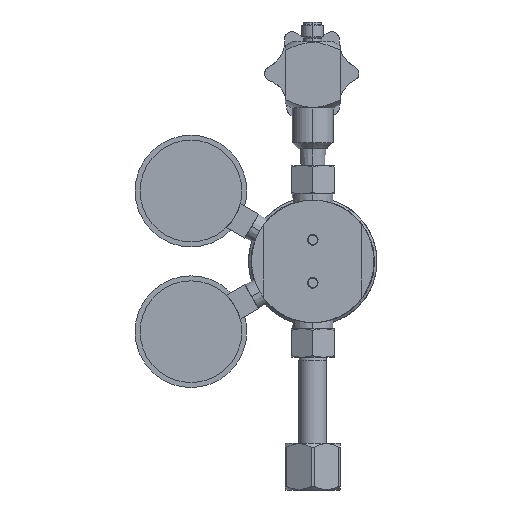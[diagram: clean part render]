
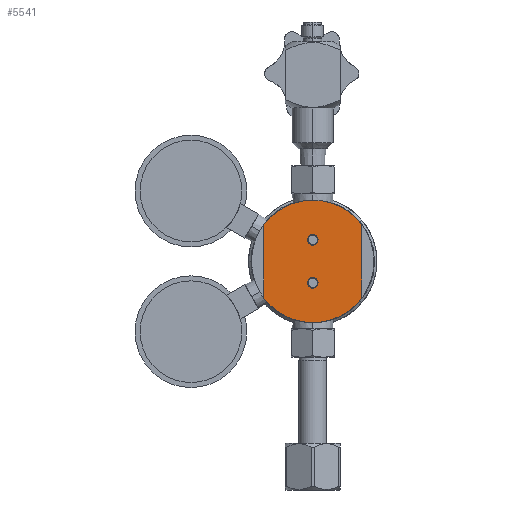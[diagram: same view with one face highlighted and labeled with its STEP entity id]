
A CAD part, front view. The second image highlights one B-rep face of the part: STEP entity #5541.
In plain terms, the highlighted face is planar.
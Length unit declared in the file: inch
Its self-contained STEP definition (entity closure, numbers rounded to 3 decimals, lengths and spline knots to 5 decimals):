
#3760=CARTESIAN_POINT('',(-0.2824,11.25884,0.615));
#3761=DIRECTION('',(0.,1.,0.));
#3762=DIRECTION('',(1.,0.,0.));
#3763=AXIS2_PLACEMENT_3D('',#3760,#3761,#3762);
#3765=CARTESIAN_POINT('',(-0.2824,11.25884,0.615));
#3766=DIRECTION('',(0.,1.,0.));
#3767=DIRECTION('',(0.6,0.,0.8));
#3768=AXIS2_PLACEMENT_3D('',#3765,#3766,#3767);
#3770=CARTESIAN_POINT('',(-0.2824,11.25884,0.615));
#3771=DIRECTION('',(0.,1.,0.));
#3772=DIRECTION('',(-1.,0.,0.));
#3773=AXIS2_PLACEMENT_3D('',#3770,#3771,#3772);
#3775=CARTESIAN_POINT('',(-0.2824,11.25884,0.615));
#3776=DIRECTION('',(0.,1.,0.));
#3777=DIRECTION('',(-0.6,0.,-0.8));
#3778=AXIS2_PLACEMENT_3D('',#3775,#3776,#3777);
#3780=CARTESIAN_POINT('',(-0.72115,11.25884,0.615));
#3781=DIRECTION('',(0.,-1.,0.));
#3782=DIRECTION('',(-1.,0.,0.));
#3783=AXIS2_PLACEMENT_3D('',#3780,#3781,#3782);
#3785=CARTESIAN_POINT('',(-0.72115,11.25884,0.615));
#3786=DIRECTION('',(0.,-1.,0.));
#3787=DIRECTION('',(1.,0.,0.));
#3788=AXIS2_PLACEMENT_3D('',#3785,#3786,#3787);
#3790=CARTESIAN_POINT('',(0.15635,11.25884,0.615));
#3791=DIRECTION('',(0.,-1.,0.));
#3792=DIRECTION('',(1.,0.,0.));
#3793=AXIS2_PLACEMENT_3D('',#3790,#3791,#3792);
#3795=CARTESIAN_POINT('',(0.15635,11.25884,0.615));
#3796=DIRECTION('',(0.,-1.,0.));
#3797=DIRECTION('',(-1.,0.,0.));
#3798=AXIS2_PLACEMENT_3D('',#3795,#3796,#3797);
#3804=DIRECTION('',(1.,0.,0.));
#3805=VECTOR('',#3804,1.5);
#3806=CARTESIAN_POINT('',(-1.0324,11.25884,-0.385));
#3807=LINE('',#3806,#3805);
#3817=DIRECTION('',(-1.,0.,0.));
#3818=VECTOR('',#3817,1.5);
#3819=CARTESIAN_POINT('',(0.4676,11.25884,1.615));
#3820=LINE('',#3819,#3818);
#4157=CARTESIAN_POINT('',(-1.0324,11.25884,-0.385));
#4158=CARTESIAN_POINT('',(0.4676,11.25884,-0.385));
#4159=VERTEX_POINT('',#4157);
#4160=VERTEX_POINT('',#4158);
#4161=CARTESIAN_POINT('',(0.4676,11.25884,1.615));
#4162=CARTESIAN_POINT('',(-1.0324,11.25884,1.615));
#4163=VERTEX_POINT('',#4161);
#4164=VERTEX_POINT('',#4162);
#4170=CARTESIAN_POINT('',(-1.5324,11.25884,0.615));
#4172=VERTEX_POINT('',#4170);
#4174=CARTESIAN_POINT('',(0.9676,11.25884,0.615));
#4176=VERTEX_POINT('',#4174);
#4254=CARTESIAN_POINT('',(-0.82941,11.25884,0.615));
#4256=VERTEX_POINT('',#4254);
#4258=CARTESIAN_POINT('',(-0.61288,11.25884,0.615));
#4260=VERTEX_POINT('',#4258);
#4269=CARTESIAN_POINT('',(0.26462,11.25884,0.615));
#4271=VERTEX_POINT('',#4269);
#4273=CARTESIAN_POINT('',(0.04809,11.25884,0.615));
#4275=VERTEX_POINT('',#4273);
#5514=CARTESIAN_POINT('',(-0.9074,11.25884,0.615));
#5515=DIRECTION('',(0.,1.,0.));
#5516=DIRECTION('',(0.,0.,1.));
#5517=AXIS2_PLACEMENT_3D('',#5514,#5515,#5516);
#5518=PLANE('',#5517);
#5520=ORIENTED_EDGE('',*,*,#5519,.T.);
#5521=ORIENTED_EDGE('',*,*,#4517,.F.);
#5522=ORIENTED_EDGE('',*,*,#4371,.F.);
#5524=ORIENTED_EDGE('',*,*,#5523,.T.);
#5525=ORIENTED_EDGE('',*,*,#4363,.F.);
#5526=ORIENTED_EDGE('',*,*,#4525,.F.);
#5527=EDGE_LOOP('',(#5520,#5521,#5522,#5524,#5525,#5526));
#5528=FACE_OUTER_BOUND('',#5527,.F.);
#5530=ORIENTED_EDGE('',*,*,#5529,.F.);
#5532=ORIENTED_EDGE('',*,*,#5531,.F.);
#5533=EDGE_LOOP('',(#5530,#5532));
#5534=FACE_BOUND('',#5533,.F.);
#5536=ORIENTED_EDGE('',*,*,#5535,.F.);
#5538=ORIENTED_EDGE('',*,*,#5537,.F.);
#5539=EDGE_LOOP('',(#5536,#5538));
#5540=FACE_BOUND('',#5539,.F.);
#5541=ADVANCED_FACE('',(#5528,#5534,#5540),#5518,.T.);
#3764=CIRCLE('',#3763,1.25);
#3769=CIRCLE('',#3768,1.25);
#3774=CIRCLE('',#3773,1.25);
#3779=CIRCLE('',#3778,1.25);
#3784=CIRCLE('',#3783,0.10827);
#3789=CIRCLE('',#3788,0.10827);
#3794=CIRCLE('',#3793,0.10827);
#3799=CIRCLE('',#3798,0.10827);
#4363=EDGE_CURVE('',#4172,#4164,#3774,.T.);
#4371=EDGE_CURVE('',#4163,#4176,#3769,.T.);
#4517=EDGE_CURVE('',#4176,#4160,#3764,.T.);
#4525=EDGE_CURVE('',#4159,#4172,#3779,.T.);
#5519=EDGE_CURVE('',#4159,#4160,#3807,.T.);
#5523=EDGE_CURVE('',#4163,#4164,#3820,.T.);
#5529=EDGE_CURVE('',#4256,#4260,#3784,.T.);
#5531=EDGE_CURVE('',#4260,#4256,#3789,.T.);
#5535=EDGE_CURVE('',#4271,#4275,#3794,.T.);
#5537=EDGE_CURVE('',#4275,#4271,#3799,.T.);
